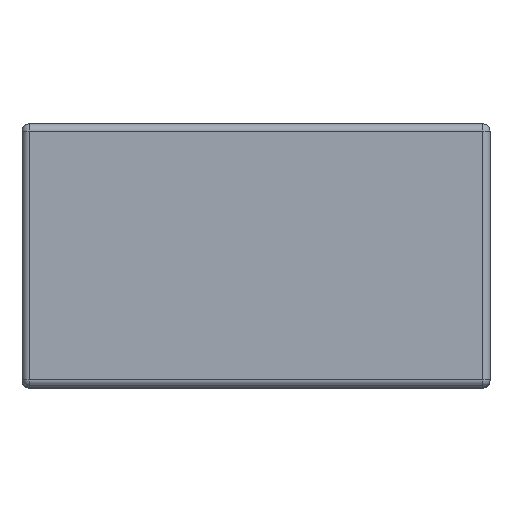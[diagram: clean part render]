
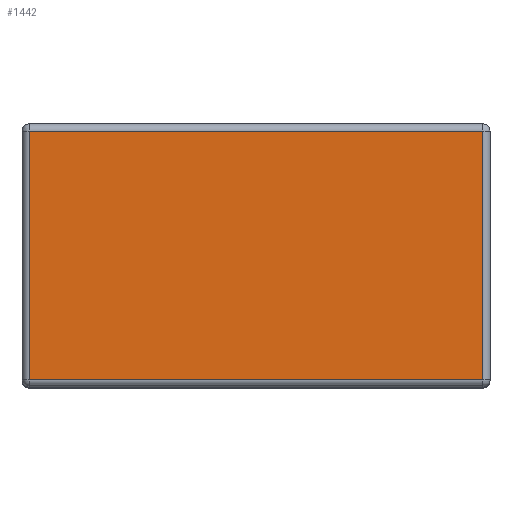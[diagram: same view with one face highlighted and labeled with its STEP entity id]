
A CAD part, top view. The second image highlights one B-rep face of the part: STEP entity #1442.
In plain terms, the highlighted planar face has unit normal (0, 0, 1).
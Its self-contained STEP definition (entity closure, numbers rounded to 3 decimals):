
#31 = LINE ( 'NONE', #1700, #1485 ) ;
#157 = LINE ( 'NONE', #1553, #364 ) ;
#364 = VECTOR ( 'NONE', #1743, 1000. ) ;
#385 = DIRECTION ( 'NONE',  ( 0., -1., 0. ) ) ;
#401 = CARTESIAN_POINT ( 'NONE',  ( -0.775, -0.45, 1. ) ) ;
#403 = EDGE_CURVE ( 'NONE', #2517, #931, #1436, .T. ) ;
#465 = CARTESIAN_POINT ( 'NONE',  ( 0.775, 0.425, 1. ) ) ;
#621 = PLANE ( 'NONE',  #1622 ) ;
#698 = EDGE_CURVE ( 'NONE', #885, #2517, #31, .T. ) ;
#858 = ORIENTED_EDGE ( 'NONE', *, *, #698, .T. ) ;
#885 = VERTEX_POINT ( 'NONE', #2380 ) ;
#931 = VERTEX_POINT ( 'NONE', #465 ) ;
#1034 = EDGE_LOOP ( 'NONE', ( #1883, #1755, #1761, #858 ) ) ;
#1088 = FACE_OUTER_BOUND ( 'NONE', #1034, .T. ) ;
#1155 = CARTESIAN_POINT ( 'NONE',  ( 0.775, -0.425, 1. ) ) ;
#1311 = DIRECTION ( 'NONE',  ( 1., 0., 0. ) ) ;
#1369 = LINE ( 'NONE', #401, #2405 ) ;
#1376 = VERTEX_POINT ( 'NONE', #2523 ) ;
#1436 = LINE ( 'NONE', #2050, #2202 ) ;
#1442 = ADVANCED_FACE ( 'NONE', ( #1088 ), #621, .F. ) ;
#1485 = VECTOR ( 'NONE', #2372, 1000. ) ;
#1553 = CARTESIAN_POINT ( 'NONE',  ( -0.8, 0.425, 1. ) ) ;
#1622 = AXIS2_PLACEMENT_3D ( 'NONE', #2381, #2822, #1311 ) ;
#1700 = CARTESIAN_POINT ( 'NONE',  ( 0.8, -0.425, 1. ) ) ;
#1743 = DIRECTION ( 'NONE',  ( -1., 0., 0. ) ) ;
#1755 = ORIENTED_EDGE ( 'NONE', *, *, #2062, .T. ) ;
#1761 = ORIENTED_EDGE ( 'NONE', *, *, #2403, .T. ) ;
#1835 = DIRECTION ( 'NONE',  ( 0., 1., 0. ) ) ;
#1883 = ORIENTED_EDGE ( 'NONE', *, *, #403, .T. ) ;
#2050 = CARTESIAN_POINT ( 'NONE',  ( 0.775, 0.45, 1. ) ) ;
#2062 = EDGE_CURVE ( 'NONE', #931, #1376, #157, .T. ) ;
#2202 = VECTOR ( 'NONE', #1835, 1000. ) ;
#2372 = DIRECTION ( 'NONE',  ( 1., 0., 0. ) ) ;
#2380 = CARTESIAN_POINT ( 'NONE',  ( -0.775, -0.425, 1. ) ) ;
#2381 = CARTESIAN_POINT ( 'NONE',  ( 0., 0., 1. ) ) ;
#2403 = EDGE_CURVE ( 'NONE', #1376, #885, #1369, .T. ) ;
#2405 = VECTOR ( 'NONE', #385, 1000. ) ;
#2517 = VERTEX_POINT ( 'NONE', #1155 ) ;
#2523 = CARTESIAN_POINT ( 'NONE',  ( -0.775, 0.425, 1. ) ) ;
#2822 = DIRECTION ( 'NONE',  ( 0., 0., -1. ) ) ;
